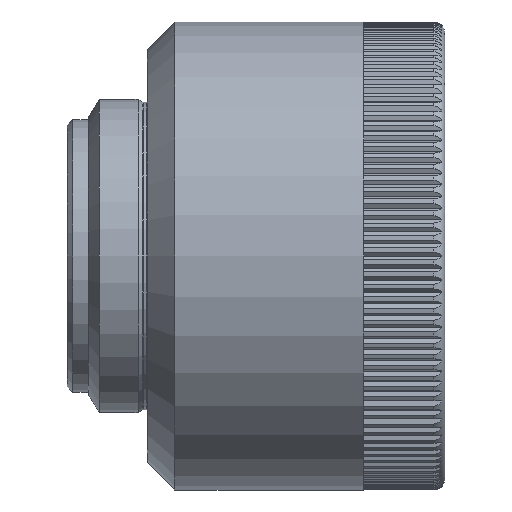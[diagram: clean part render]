
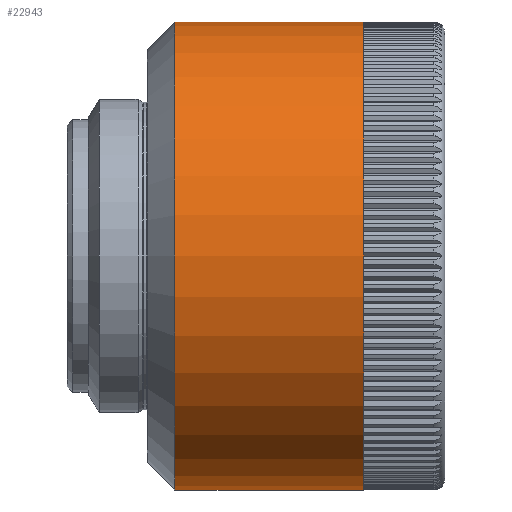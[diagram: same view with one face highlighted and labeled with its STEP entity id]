
A CAD part, front view. The second image highlights one B-rep face of the part: STEP entity #22943.
In plain terms, the highlighted cylindrical face has radius 63.5 mm (diameter 127 mm), a partial arc.
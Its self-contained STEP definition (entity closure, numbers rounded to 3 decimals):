
#2988 = EDGE_CURVE ( 'NONE', #29564, #23530, #32078, .T. ) ;
#3203 = CIRCLE ( 'NONE', #43367, 63.5 ) ;
#3847 = VERTEX_POINT ( 'NONE', #18374 ) ;
#4682 = CARTESIAN_POINT ( 'NONE',  ( 26.595, 0., -63.5 ) ) ;
#4898 = EDGE_CURVE ( 'Defeature ausgef�hrt1_6+Defeature ausgef�hrt1_7+Defeature ausgef�hrt1_7+Defeature ausgef�hrt1_7', #29564, #20246, #3203, .T. ) ;
#7919 = AXIS2_PLACEMENT_3D ( 'NONE', #43458, #9978, #43642 ) ;
#8082 = CARTESIAN_POINT ( 'NONE',  ( 77.795, 0., -63.5 ) ) ;
#9715 = FACE_OUTER_BOUND ( 'NONE', #27581, .T. ) ;
#9978 = DIRECTION ( 'NONE',  ( -1., 0., 0. ) ) ;
#14646 = CARTESIAN_POINT ( 'NONE',  ( 3.095, 0., -63.5 ) ) ;
#15444 = DIRECTION ( 'NONE',  ( 0., 0., 1. ) ) ;
#15934 = ORIENTED_EDGE ( 'NONE', *, *, #48146, .F. ) ;
#16427 = ORIENTED_EDGE ( 'NONE', *, *, #4898, .T. ) ;
#17393 = ORIENTED_EDGE ( 'NONE', *, *, #31054, .T. ) ;
#18374 = CARTESIAN_POINT ( 'NONE',  ( 26.595, 0., 63.5 ) ) ;
#20246 = VERTEX_POINT ( 'NONE', #23588 ) ;
#22320 = CARTESIAN_POINT ( 'NONE',  ( 3.095, 0., 63.5 ) ) ;
#22580 = CARTESIAN_POINT ( 'NONE',  ( 26.595, 0., 0. ) ) ;
#22935 = DIRECTION ( 'NONE',  ( 0., 0., 1. ) ) ;
#22943 = ADVANCED_FACE ( 'Defeature ausgef�hrt1_6', ( #9715 ), #50276, .T. ) ;
#23530 = VERTEX_POINT ( 'NONE', #4682 ) ;
#23588 = CARTESIAN_POINT ( 'NONE',  ( 77.795, 0., 63.5 ) ) ;
#27581 = EDGE_LOOP ( 'NONE', ( #42392, #16427, #17393, #15934 ) ) ;
#29564 = VERTEX_POINT ( 'NONE', #8082 ) ;
#31054 = EDGE_CURVE ( 'NONE', #20246, #3847, #32442, .T. ) ;
#31098 = DIRECTION ( 'NONE',  ( -1., 0., 0. ) ) ;
#32078 = LINE ( 'NONE', #14646, #39300 ) ;
#32442 = LINE ( 'NONE', #22320, #54126 ) ;
#35645 = AXIS2_PLACEMENT_3D ( 'NONE', #22580, #51871, #22935 ) ;
#36546 = CIRCLE ( 'NONE', #35645, 63.5 ) ;
#39300 = VECTOR ( 'NONE', #31098, 1000. ) ;
#42392 = ORIENTED_EDGE ( 'NONE', *, *, #2988, .F. ) ;
#43367 = AXIS2_PLACEMENT_3D ( 'NONE', #53185, #49639, #15444 ) ;
#43458 = CARTESIAN_POINT ( 'NONE',  ( 3.095, 0., 0. ) ) ;
#43642 = DIRECTION ( 'NONE',  ( 0., 0., 1. ) ) ;
#48146 = EDGE_CURVE ( 'Defeature ausgef�hrt1_5+Defeature ausgef�hrt1_6+Defeature ausgef�hrt1_6+Defeature ausgef�hrt1_6', #23530, #3847, #36546, .T. ) ;
#49639 = DIRECTION ( 'NONE',  ( -1., 0., 0. ) ) ;
#50276 = CYLINDRICAL_SURFACE ( 'NONE', #7919, 63.5 ) ;
#51612 = DIRECTION ( 'NONE',  ( -1., 0., 0. ) ) ;
#51871 = DIRECTION ( 'NONE',  ( -1., 0., 0. ) ) ;
#53185 = CARTESIAN_POINT ( 'NONE',  ( 77.795, 0., 0. ) ) ;
#54126 = VECTOR ( 'NONE', #51612, 1000. ) ;
